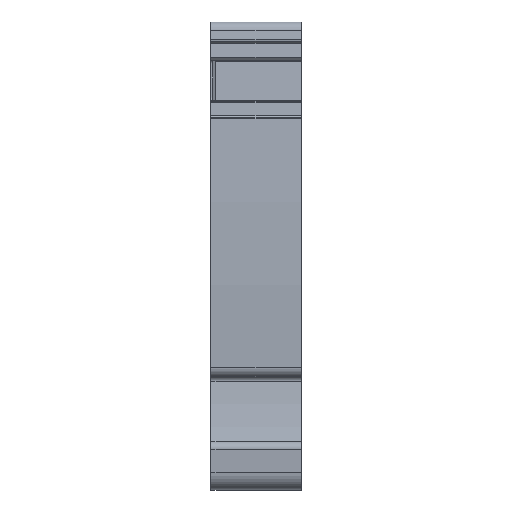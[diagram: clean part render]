
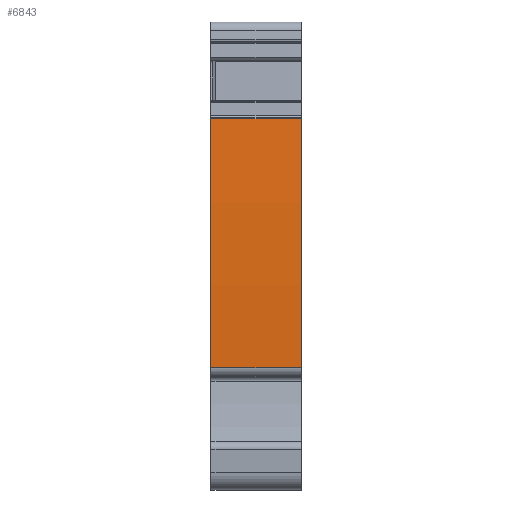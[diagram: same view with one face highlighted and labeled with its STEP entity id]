
A CAD part, front view. The second image highlights one B-rep face of the part: STEP entity #6843.
In plain terms, the highlighted cylindrical face has radius 230.64 mm (diameter 461.28 mm), a partial arc.
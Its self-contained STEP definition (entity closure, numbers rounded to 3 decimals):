
#949=AXIS2_PLACEMENT_3D('Circle Axis2P3D',#947,#948,$) ;
#3317=AXIS2_PLACEMENT_3D('Circle Axis2P3D',#3315,#3316,$) ;
#6327=AXIS2_PLACEMENT_3D('Cylinder Axis2P3D',#6324,#6325,#6326) ;
#944=CARTESIAN_POINT('Vertex',(10.,1.776,40.814)) ;
#947=CARTESIAN_POINT('Axis2P3D Location',(10.,231.877,25.05)) ;
#951=CARTESIAN_POINT('Vertex',(10.,1.529,13.45)) ;
#3312=CARTESIAN_POINT('Vertex',(0.,1.529,13.45)) ;
#3315=CARTESIAN_POINT('Axis2P3D Location',(0.,231.877,25.05)) ;
#3319=CARTESIAN_POINT('Vertex',(0.,1.776,40.814)) ;
#6324=CARTESIAN_POINT('Axis2P3D Location',(5.,231.877,25.05)) ;
#6819=CARTESIAN_POINT('Line Origine',(5.,1.776,40.814)) ;
#6832=CARTESIAN_POINT('Line Origine',(5.,1.529,13.45)) ;
#948=DIRECTION('Axis2P3D Direction',(1.,0.,0.)) ;
#3316=DIRECTION('Axis2P3D Direction',(1.,0.,0.)) ;
#6325=DIRECTION('Axis2P3D Direction',(1.,0.,0.)) ;
#6326=DIRECTION('Axis2P3D XDirection',(0.,-0.994,0.111)) ;
#6820=DIRECTION('Vector Direction',(1.,0.,0.)) ;
#6833=DIRECTION('Vector Direction',(1.,0.,0.)) ;
#6821=VECTOR('Line Direction',#6820,1.) ;
#6834=VECTOR('Line Direction',#6833,1.) ;
#6838=ORIENTED_EDGE('',*,*,#3321,.T.) ;
#6839=ORIENTED_EDGE('',*,*,#6836,.F.) ;
#6840=ORIENTED_EDGE('',*,*,#953,.F.) ;
#6841=ORIENTED_EDGE('',*,*,#6823,.T.) ;
#6843=ADVANCED_FACE('V1',(#6842),#6328,.T.) ;
#950=CIRCLE('generated circle',#949,230.64) ;
#3318=CIRCLE('generated circle',#3317,230.64) ;
#6328=CYLINDRICAL_SURFACE('generated cylinder',#6327,230.64) ;
#953=EDGE_CURVE('',#945,#952,#950,.T.) ;
#3321=EDGE_CURVE('',#3320,#3313,#3318,.T.) ;
#6823=EDGE_CURVE('',#945,#3320,#6822,.F.) ;
#6836=EDGE_CURVE('',#952,#3313,#6835,.F.) ;
#6837=EDGE_LOOP('',(#6838,#6839,#6840,#6841)) ;
#6842=FACE_OUTER_BOUND('',#6837,.T.) ;
#6822=LINE('Line',#6819,#6821) ;
#6835=LINE('Line',#6832,#6834) ;
#945=VERTEX_POINT('',#944) ;
#952=VERTEX_POINT('',#951) ;
#3313=VERTEX_POINT('',#3312) ;
#3320=VERTEX_POINT('',#3319) ;
